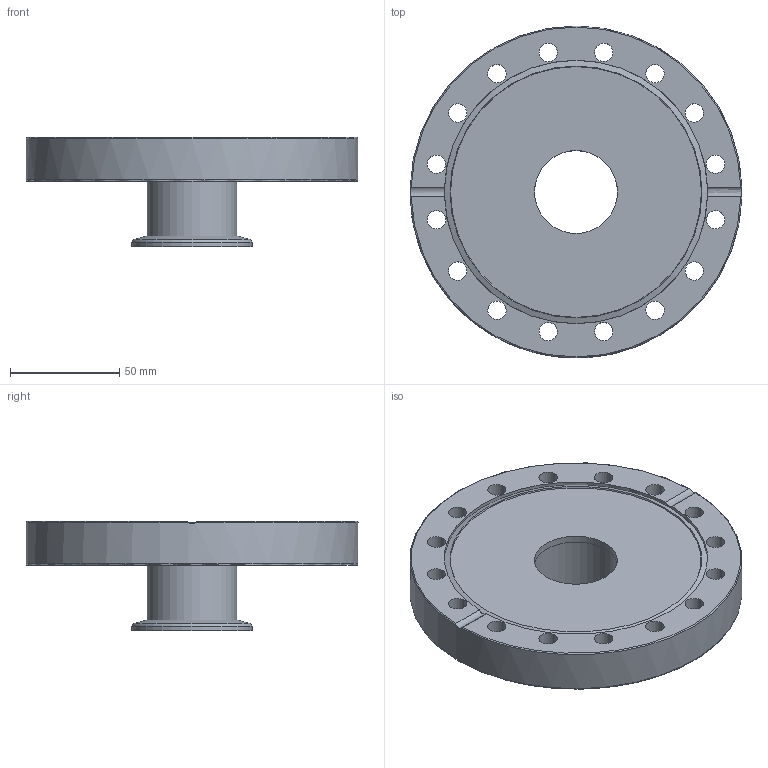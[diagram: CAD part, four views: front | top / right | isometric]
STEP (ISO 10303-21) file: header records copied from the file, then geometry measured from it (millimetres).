
FILE_DESCRIPTION((''),'2;1');
FILE_NAME('KA1040-304.stp','2009-04-15T14:44:44',('hasers'),(''),'Autodesk Inventor 2008','Autodesk Inventor 2008','');
FILE_SCHEMA(('AUTOMOTIVE_DESIGN { 1 0 10303 214 1 1 1 1 }'));
Length unit declared in the file: millimetre
Products named in the file (4): KA1040-304; CF-07 [Keywords [Summary]=1.4301][Company [Summary]=Vacom][Title [Summary]=F100]_6; KF [Category [Summary]=304 (_FS) 1.4301][Title [Summary]=KF40B41-304]; Rohre [Subject [Summary]=normal][Keywords [Summary]=1.4301][Title [Summary]=41x1,5 (0,5m)]_7
Assembly tree (3 placements, depth 2):
  KA1040-304
    CF-07 [Keywords [Summary]=1.4301][Company [Summary]=Vacom][Title [Summary]=F100]_6
    KF [Category [Summary]=304 (_FS) 1.4301][Title [Summary]=KF40B41-304]
    Rohre [Subject [Summary]=normal][Keywords [Summary]=1.4301][Title [Summary]=41x1,5 (0,5m)]_7
Bounding box: 152 x 152 x 50 mm (x, y, z)
Volume: 319262.1 mm3; surface area: 67650.2 mm2
Topology: 3 solids, 3 shells, 46 faces, 125 edges, 87 vertices
Faces by surface type: bspline 23, plane 8, cylinder 7, torus 4, cone 4
Full cylindrical faces by diameter (mm): 38 x1, 41 x1, 41.2 x1, 55 x1, 120.6 x1, 152 x1
Entity records: 1726 total; most frequent: CARTESIAN_POINT 672, DIRECTION 186, ORIENTED_EDGE 146, EDGE_LOOP 118, AXIS2_PLACEMENT_3D 91, EDGE_CURVE 73, FACE_BOUND 72, VERTEX_POINT 67
